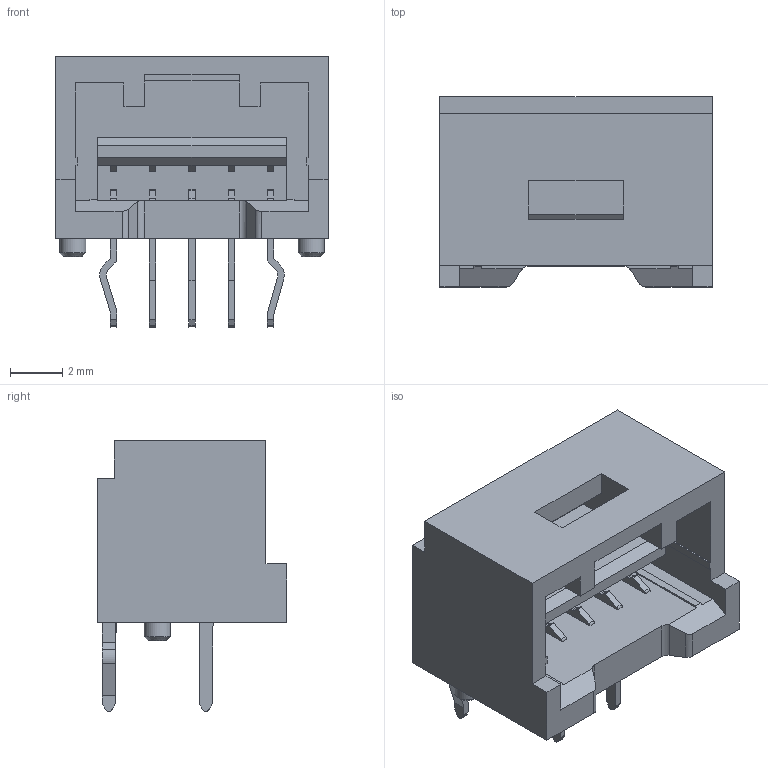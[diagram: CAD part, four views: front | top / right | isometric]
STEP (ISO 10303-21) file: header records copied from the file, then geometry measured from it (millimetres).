
FILE_DESCRIPTION(/* description */ (''),/* implementation_level */ '2;1');
FILE_NAME(/* name */ '5031750500wbm000_01_214.stp',/* time_stamp */ '2024-09-16T08:58:49+05:00',/* author */ (''),/* organization */ (''),/* preprocessor_version */ 'ST-DEVELOPER v16.7',/* originating_system */ 'SIEMENS PLM Software NX 1919',/* authorisation */ '');
FILE_SCHEMA (('AUTOMOTIVE_DESIGN { 1 0 10303 214 3 1 1 1 }'));
Length unit declared in the file: millimetre
Products named in the file (1): 5031750500wbm000_01
Bounding box: 10.4 x 7.25 x 10.35 mm (x, y, z)
Volume: 287.9 mm3; surface area: 633.6 mm2
Topology: 1 solids, 1 shells, 218 faces, 628 edges, 418 vertices
Faces by surface type: plane 164, cylinder 52, cone 2
Full cylindrical faces by diameter (mm): 1 x2
Entity records: 7096 total; most frequent: CARTESIAN_POINT 1263, ORIENTED_EDGE 1244, DIRECTION 1166, EDGE_CURVE 622, LINE 512, VECTOR 512, VERTEX_POINT 416, AXIS2_PLACEMENT_3D 327
